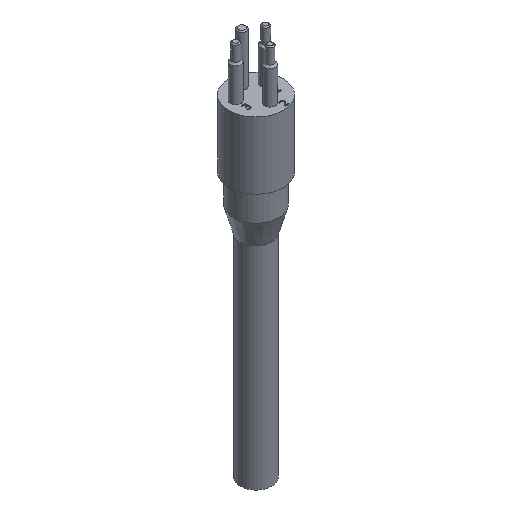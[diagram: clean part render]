
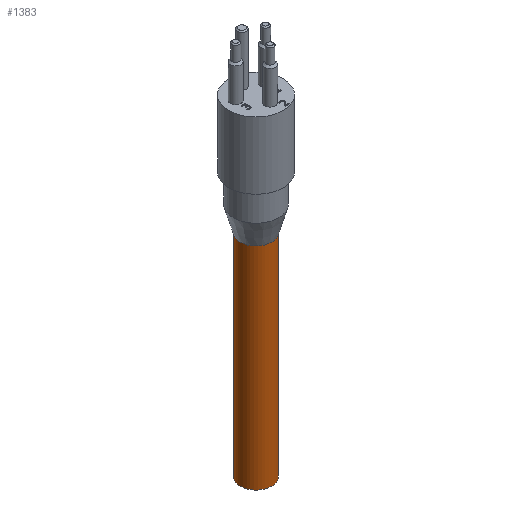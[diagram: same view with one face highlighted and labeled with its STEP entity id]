
A CAD part, isometric view. The second image highlights one B-rep face of the part: STEP entity #1383.
In plain terms, the highlighted cylindrical face has radius 4.5 mm (diameter 9 mm), a full revolution.
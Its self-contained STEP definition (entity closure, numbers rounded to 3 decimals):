
#13=CYLINDRICAL_SURFACE($,#1441,4.5);
#24=FACE_BOUND($,#258,.T.);
#53=CIRCLE($,#1442,4.5);
#54=CIRCLE($,#1443,4.5);
#174=FACE_OUTER_BOUND($,#257,.T.);
#257=EDGE_LOOP($,(#1174));
#258=EDGE_LOOP($,(#1175));
#684=VERTEX_POINT($,#2581);
#685=VERTEX_POINT($,#2583);
#873=EDGE_CURVE($,#684,#684,#53,.T.);
#874=EDGE_CURVE($,#685,#685,#54,.T.);
#1174=ORIENTED_EDGE($,*,*,#873,.T.);
#1175=ORIENTED_EDGE($,*,*,#874,.F.);
#1383=ADVANCED_FACE($,(#174,#24),#13,.T.);
#1441=AXIS2_PLACEMENT_3D($,#2580,#1655,#1656);
#1442=AXIS2_PLACEMENT_3D($,#2582,#1657,#1658);
#1443=AXIS2_PLACEMENT_3D($,#2584,#1659,#1660);
#1655=DIRECTION('center_axis',(0.,0.,-1.));
#1656=DIRECTION('ref_axis',(1.,0.,0.));
#1657=DIRECTION('center_axis',(0.,0.,1.));
#1658=DIRECTION('ref_axis',(1.,0.,0.));
#1659=DIRECTION('center_axis',(0.,0.,1.));
#1660=DIRECTION('ref_axis',(1.,0.,0.));
#2580=CARTESIAN_POINT('Origin',(0.,0.,-15.));
#2581=CARTESIAN_POINT('',(-4.5,0.,-75.));
#2582=CARTESIAN_POINT('Origin',(0.,0.,-75.));
#2583=CARTESIAN_POINT('',(4.5,0.,-15.));
#2584=CARTESIAN_POINT('Origin',(0.,0.,-15.));
